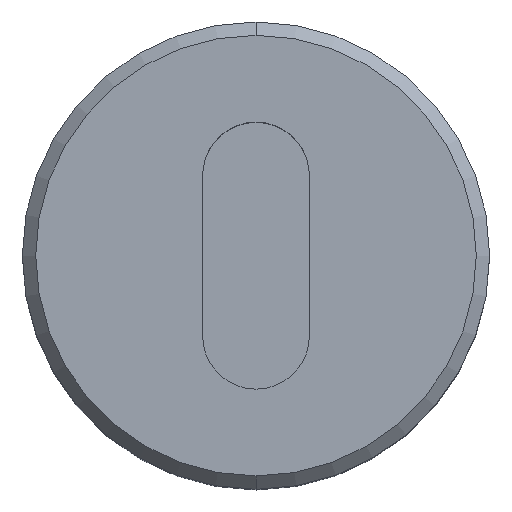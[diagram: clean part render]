
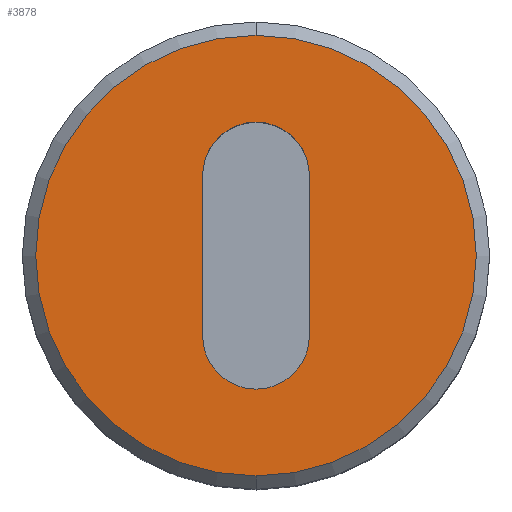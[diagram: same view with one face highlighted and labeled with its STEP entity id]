
A CAD part, top view. The second image highlights one B-rep face of the part: STEP entity #3878.
In plain terms, the highlighted planar face has unit normal (0, 0, 1).
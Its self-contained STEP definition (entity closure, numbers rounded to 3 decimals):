
#94 = AXIS2_PLACEMENT_3D ( 'NONE', #3612, #3613, #3614 ) ;
#95 = AXIS2_PLACEMENT_3D ( 'NONE', #3617, #3618, #3619 ) ;
#96 = AXIS2_PLACEMENT_3D ( 'NONE', #3620, #3621, #3622 ) ;
#122 = AXIS2_PLACEMENT_3D ( 'NONE', #4893, #4894, #4895 ) ;
#286 = EDGE_LOOP ( 'NONE', ( #4794, #4795 ) ) ;
#313 = EDGE_LOOP ( 'NONE', ( #4790, #4791, #4792, #4793 ) ) ;
#1508 = CIRCLE ( 'NONE', #94, 0.4 ) ;
#1523 = LINE ( 'NONE', #3608, #1526 ) ;
#1525 = LINE ( 'NONE', #3611, #1529 ) ;
#1526 = VECTOR ( 'NONE', #3610, 1000. ) ;
#1527 = CIRCLE ( 'NONE', #95, 0.4 ) ;
#1528 = CIRCLE ( 'NONE', #96, 1.65 ) ;
#1529 = VECTOR ( 'NONE', #3609, 1000. ) ;
#1586 = CARTESIAN_POINT ( 'NONE',  ( 0., -1.65, 14.8 ) ) ;
#3245 = FACE_BOUND ( 'NONE', #313, .T. ) ;
#3248 = FACE_OUTER_BOUND ( 'NONE', #286, .T. ) ;
#3608 = CARTESIAN_POINT ( 'NONE',  ( -0.4, 0.6, 14.8 ) ) ;
#3609 = DIRECTION ( 'NONE',  ( 0., 1., 0. ) ) ;
#3610 = DIRECTION ( 'NONE',  ( 0., -1., 0. ) ) ;
#3611 = CARTESIAN_POINT ( 'NONE',  ( 0.4, 0.6, 14.8 ) ) ;
#3612 = CARTESIAN_POINT ( 'NONE',  ( 0., 0.6, 14.8 ) ) ;
#3613 = DIRECTION ( 'NONE',  ( 0., 0., 1. ) ) ;
#3614 = DIRECTION ( 'NONE',  ( 1., 0., 0. ) ) ;
#3617 = CARTESIAN_POINT ( 'NONE',  ( 0., -0.6, 14.8 ) ) ;
#3618 = DIRECTION ( 'NONE',  ( 0., 0., 1. ) ) ;
#3619 = DIRECTION ( 'NONE',  ( 1., 0., 0. ) ) ;
#3620 = CARTESIAN_POINT ( 'NONE',  ( 0., 0., 14.8 ) ) ;
#3621 = DIRECTION ( 'NONE',  ( 0., 0., 1. ) ) ;
#3622 = DIRECTION ( 'NONE',  ( 0., 1., 0. ) ) ;
#3878 = ADVANCED_FACE ( 'NONE', ( #3245, #3248 ), #8557, .F. ) ;
#4790 = ORIENTED_EDGE ( 'NONE', *, *, #8029, .F. ) ;
#4791 = ORIENTED_EDGE ( 'NONE', *, *, #8030, .F. ) ;
#4792 = ORIENTED_EDGE ( 'NONE', *, *, #8031, .F. ) ;
#4793 = ORIENTED_EDGE ( 'NONE', *, *, #8032, .F. ) ;
#4794 = ORIENTED_EDGE ( 'NONE', *, *, #8033, .T. ) ;
#4795 = ORIENTED_EDGE ( 'NONE', *, *, #8126, .T. ) ;
#4840 = VERTEX_POINT ( 'NONE', #1586 ) ;
#4893 = CARTESIAN_POINT ( 'NONE',  ( 0., 0., 14.8 ) ) ;
#4894 = DIRECTION ( 'NONE',  ( 0., 0., 1. ) ) ;
#4895 = DIRECTION ( 'NONE',  ( 0., 1., 0. ) ) ;
#5467 = AXIS2_PLACEMENT_3D ( 'NONE', #8553, #8562, #8563 ) ;
#5880 = VERTEX_POINT ( 'NONE', #8982 ) ;
#5890 = VERTEX_POINT ( 'NONE', #8992 ) ;
#5891 = VERTEX_POINT ( 'NONE', #8993 ) ;
#5892 = VERTEX_POINT ( 'NONE', #8994 ) ;
#6387 = CIRCLE ( 'NONE', #122, 1.65 ) ;
#6454 = VERTEX_POINT ( 'NONE', #9021 ) ;
#8029 = EDGE_CURVE ( 'NONE', #5880, #5891, #1523, .T. ) ;
#8030 = EDGE_CURVE ( 'NONE', #5890, #5880, #1508, .T. ) ;
#8031 = EDGE_CURVE ( 'NONE', #5892, #5890, #1525, .T. ) ;
#8032 = EDGE_CURVE ( 'NONE', #5891, #5892, #1527, .T. ) ;
#8033 = EDGE_CURVE ( 'NONE', #6454, #4840, #1528, .T. ) ;
#8126 = EDGE_CURVE ( 'NONE', #4840, #6454, #6387, .T. ) ;
#8553 = CARTESIAN_POINT ( 'NONE',  ( 0., 1.75, 14.8 ) ) ;
#8557 = PLANE ( 'NONE',  #5467 ) ;
#8562 = DIRECTION ( 'NONE',  ( 0., 0., -1. ) ) ;
#8563 = DIRECTION ( 'NONE',  ( 0., 1., 0. ) ) ;
#8982 = CARTESIAN_POINT ( 'NONE',  ( -0.4, 0.6, 14.8 ) ) ;
#8992 = CARTESIAN_POINT ( 'NONE',  ( 0.4, 0.6, 14.8 ) ) ;
#8993 = CARTESIAN_POINT ( 'NONE',  ( -0.4, -0.6, 14.8 ) ) ;
#8994 = CARTESIAN_POINT ( 'NONE',  ( 0.4, -0.6, 14.8 ) ) ;
#9021 = CARTESIAN_POINT ( 'NONE',  ( 0., 1.65, 14.8 ) ) ;
